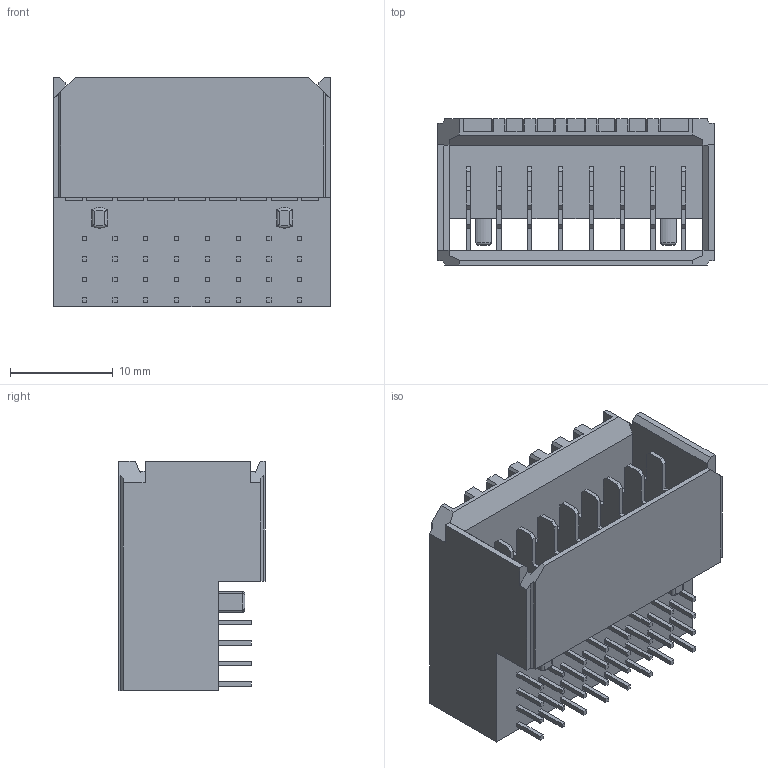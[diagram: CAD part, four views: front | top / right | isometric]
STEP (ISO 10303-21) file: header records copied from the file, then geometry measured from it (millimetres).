
FILE_DESCRIPTION((''),'2;1');
FILE_NAME('C-120958-1','2011-08-18T',('workeradm'),('Tyco Electronics Ltd.'),'PRO/ENGINEER BY PARAMETRIC TECHNOLOGY CORPORATION, 2010430','PRO/ENGINEER BY PARAMETRIC TECHNOLOGY CORPORATION, 2010430','');
FILE_SCHEMA(('AUTOMOTIVE_DESIGN { 1 0 10303 214 1 1 1 1 }'));
Length unit declared in the file: millimetre
Products named in the file (1): C-120958-1
Bounding box: 26.95 x 14.28 x 22.34 mm (x, y, z)
Volume: 4193.6 mm3; surface area: 4411.7 mm2
Topology: 1 solids, 1 shells, 446 faces, 1198 edges, 796 vertices
Faces by surface type: plane 431, cylinder 9, torus 4, extrusion 2
Entity records: 13979 total; most frequent: CARTESIAN_POINT 2536, ORIENTED_EDGE 2396, DIRECTION 2090, EDGE_CURVE 1198, VECTOR 1174, LINE 1172, VERTEX_POINT 796, EDGE_LOOP 490
